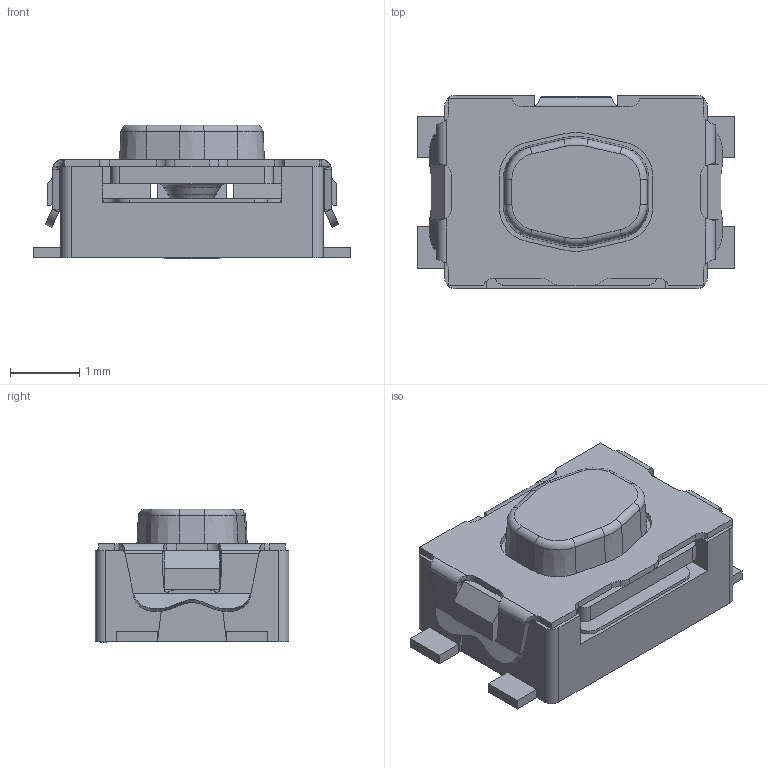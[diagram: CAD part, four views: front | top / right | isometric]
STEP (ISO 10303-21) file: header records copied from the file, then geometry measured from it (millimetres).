
FILE_DESCRIPTION(/* description */ (''),/* implementation_level */ '2;1');
FILE_NAME(/* name */ '2.stp',/* time_stamp */ '2020-06-04T20:17:15+02:00',/* author */ ('k'),/* organization */ (''),/* preprocessor_version */ 'ST-DEVELOPER v15.6',/* originating_system */ 'Autodesk Inventor 2015',/* authorisation */ '');
FILE_SCHEMA (('AUTOMOTIVE_DESIGN { 1 0 10303 214 3 1 1 }'));
Length unit declared in the file: millimetre
Products named in the file (10): 1; 2; 3; 4; 5; 6; 7; C&K Logo
Bounding box: 4.6 x 2.8 x 1.94 mm (x, y, z)
Volume: 14.1 mm3; surface area: 95.9 mm2
Topology: 15 solids, 15 shells, 584 faces, 1601 edges, 1054 vertices
Faces by surface type: plane 346, cylinder 114, bspline 106, cone 9, torus 9
Full cylindrical faces by diameter (mm): 0.6 x2
Entity records: 20907 total; most frequent: CARTESIAN_POINT 6520, ORIENTED_EDGE 3164, DIRECTION 2556, EDGE_CURVE 1582, LINE 1106, VECTOR 1106, VERTEX_POINT 1047, AXIS2_PLACEMENT_3D 725
